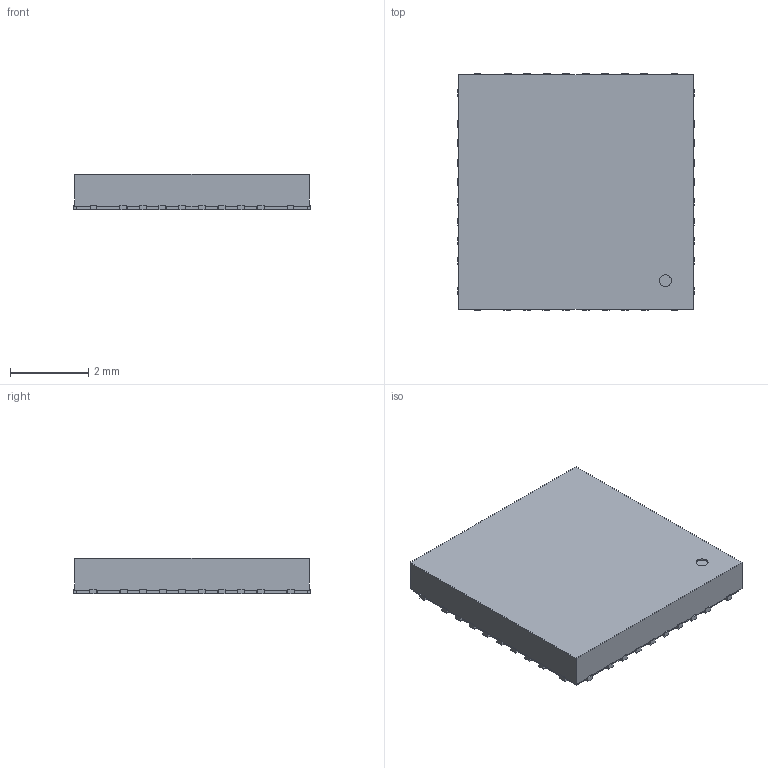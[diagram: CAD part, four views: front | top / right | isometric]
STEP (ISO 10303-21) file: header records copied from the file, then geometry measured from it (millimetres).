
FILE_DESCRIPTION(/* description */ ('Unknown'),/* implementation_level */ '2;1');
FILE_NAME(/* name */ 'VN9D30Q100FTR',/* time_stamp */ '2024-02-14T13:49:17+02:00',/* author */ ('Unknown'),/* organization */ ('Unknown'),/* preprocessor_version */ 'ST-DEVELOPER v18.102',/* originating_system */ 'Solid Edge',/* authorisation */ 'Unknown');
FILE_SCHEMA (('AUTOMOTIVE_DESIGN {1 0 10303 214 3 1 1}'));
Length unit declared in the file: millimetre
Products named in the file (1): VN9D30Q100FTR
Bounding box: 6.04 x 6.05 x 0.91 mm (x, y, z)
Volume: 32.5 mm3; surface area: 95.1 mm2
Topology: 1 solids, 1 shells, 533 faces, 1552 edges, 1023 vertices
Faces by surface type: plane 457, cylinder 76
Full cylindrical faces by diameter (mm): 0.304 x1
Entity records: 21096 total; most frequent: CARTESIAN_POINT 3106, ORIENTED_EDGE 3100, DIRECTION 2786, EDGE_CURVE 1550, LINE 1382, VECTOR 1382, VERTEX_POINT 1022, AXIS2_PLACEMENT_3D 702
